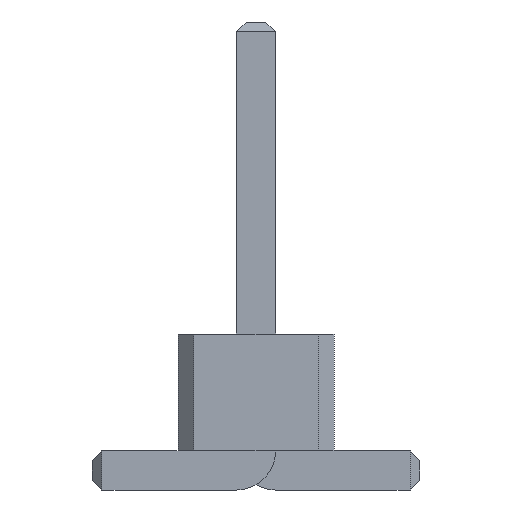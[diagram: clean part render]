
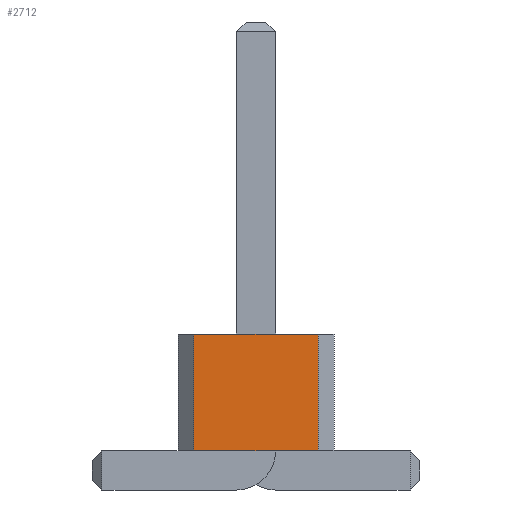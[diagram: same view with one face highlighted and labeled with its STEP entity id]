
A CAD part, front view. The second image highlights one B-rep face of the part: STEP entity #2712.
In plain terms, the highlighted planar face has unit normal (0, -1, 0).
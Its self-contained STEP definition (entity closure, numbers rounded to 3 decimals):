
#542 = VERTEX_POINT('',#543);
#543 = CARTESIAN_POINT('',(0.8,-9.,0.5));
#549 = EDGE_CURVE('',#550,#542,#552,.T.);
#550 = VERTEX_POINT('',#551);
#551 = CARTESIAN_POINT('',(-0.8,-9.,0.5));
#552 = LINE('',#553,#554);
#553 = CARTESIAN_POINT('',(-0.8,-9.,0.5));
#554 = VECTOR('',#555,1.);
#555 = DIRECTION('',(1.,0.,0.));
#1206 = VERTEX_POINT('',#1207);
#1207 = CARTESIAN_POINT('',(0.8,-9.,2.));
#1213 = EDGE_CURVE('',#1214,#1206,#1216,.T.);
#1214 = VERTEX_POINT('',#1215);
#1215 = CARTESIAN_POINT('',(-0.8,-9.,2.));
#1216 = LINE('',#1217,#1218);
#1217 = CARTESIAN_POINT('',(-0.8,-9.,2.));
#1218 = VECTOR('',#1219,1.);
#1219 = DIRECTION('',(1.,0.,0.));
#2701 = EDGE_CURVE('',#550,#1214,#2702,.T.);
#2702 = LINE('',#2703,#2704);
#2703 = CARTESIAN_POINT('',(-0.8,-9.,0.5));
#2704 = VECTOR('',#2705,1.);
#2705 = DIRECTION('',(0.,0.,1.));
#2712 = ADVANCED_FACE('',(#2713),#2724,.F.);
#2713 = FACE_BOUND('',#2714,.F.);
#2714 = EDGE_LOOP('',(#2715,#2716,#2717,#2723));
#2715 = ORIENTED_EDGE('',*,*,#2701,.T.);
#2716 = ORIENTED_EDGE('',*,*,#1213,.T.);
#2717 = ORIENTED_EDGE('',*,*,#2718,.F.);
#2718 = EDGE_CURVE('',#542,#1206,#2719,.T.);
#2719 = LINE('',#2720,#2721);
#2720 = CARTESIAN_POINT('',(0.8,-9.,0.5));
#2721 = VECTOR('',#2722,1.);
#2722 = DIRECTION('',(0.,0.,1.));
#2723 = ORIENTED_EDGE('',*,*,#549,.F.);
#2724 = PLANE('',#2725);
#2725 = AXIS2_PLACEMENT_3D('',#2726,#2727,#2728);
#2726 = CARTESIAN_POINT('',(-0.8,-9.,0.5));
#2727 = DIRECTION('',(0.,1.,0.));
#2728 = DIRECTION('',(1.,0.,0.));
